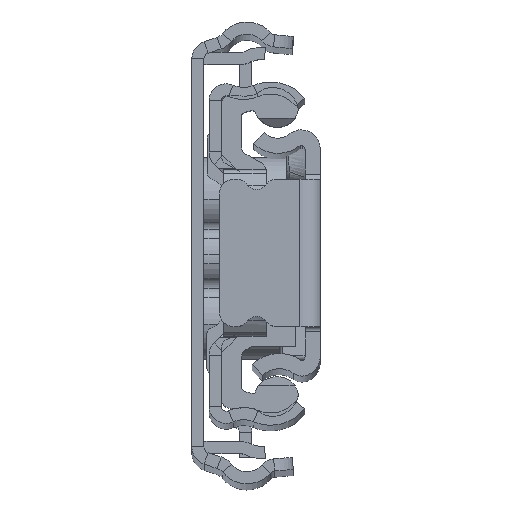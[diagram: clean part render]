
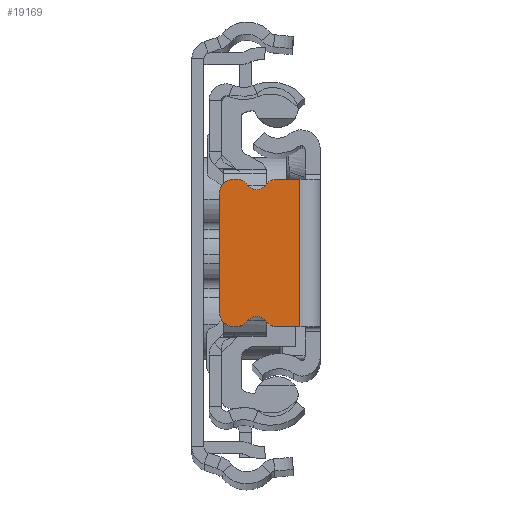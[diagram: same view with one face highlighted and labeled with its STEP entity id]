
A CAD part, top view. The second image highlights one B-rep face of the part: STEP entity #19169.
In plain terms, the highlighted planar face has unit normal (0, 0, 1).
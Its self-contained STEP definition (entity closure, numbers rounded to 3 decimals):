
#576 = EDGE_CURVE ( 'NONE', #24781, #11964, #1188, .T. ) ;
#612 = DIRECTION ( 'NONE',  ( 0., -1., 0. ) ) ;
#614 = DIRECTION ( 'NONE',  ( -1., 0., 0. ) ) ;
#705 = AXIS2_PLACEMENT_3D ( 'NONE', #4349, #7578, #17562 ) ;
#956 = AXIS2_PLACEMENT_3D ( 'NONE', #11189, #10824, #13235 ) ;
#1151 = ORIENTED_EDGE ( 'NONE', *, *, #2897, .T. ) ;
#1188 = CIRCLE ( 'NONE', #22851, 1.5 ) ;
#1283 = DIRECTION ( 'NONE',  ( -1., 0., 0. ) ) ;
#1418 = PLANE ( 'NONE',  #8667 ) ;
#1467 = DIRECTION ( 'NONE',  ( -1., 0., 0. ) ) ;
#1607 = CIRCLE ( 'NONE', #11410, 1.5 ) ;
#1613 = ORIENTED_EDGE ( 'NONE', *, *, #576, .T. ) ;
#1769 = CIRCLE ( 'NONE', #956, 1.5 ) ;
#1944 = CARTESIAN_POINT ( 'NONE',  ( -6.29, 7.37, 0. ) ) ;
#1968 = VERTEX_POINT ( 'NONE', #23584 ) ;
#2075 = DIRECTION ( 'NONE',  ( 0., 0., 1. ) ) ;
#2897 = EDGE_CURVE ( 'NONE', #15881, #24781, #20407, .T. ) ;
#2965 = DIRECTION ( 'NONE',  ( 0., 0., -1. ) ) ;
#3020 = DIRECTION ( 'NONE',  ( 0., 0., 1. ) ) ;
#3112 = DIRECTION ( 'NONE',  ( 0., 0., 1. ) ) ;
#3181 = ORIENTED_EDGE ( 'NONE', *, *, #4859, .F. ) ;
#3229 = CARTESIAN_POINT ( 'NONE',  ( 0., -7.3, 0. ) ) ;
#3327 = VECTOR ( 'NONE', #612, 1000. ) ;
#3385 = EDGE_CURVE ( 'NONE', #9863, #14930, #17702, .T. ) ;
#3411 = VERTEX_POINT ( 'NONE', #20999 ) ;
#3596 = DIRECTION ( 'NONE',  ( 0., 0., 1. ) ) ;
#3869 = DIRECTION ( 'NONE',  ( -1., 0., 0. ) ) ;
#4073 = CARTESIAN_POINT ( 'NONE',  ( -8.5, -7.3, 0. ) ) ;
#4212 = AXIS2_PLACEMENT_3D ( 'NONE', #4518, #3596, #23183 ) ;
#4349 = CARTESIAN_POINT ( 'NONE',  ( -6.29, -7.37, 0. ) ) ;
#4518 = CARTESIAN_POINT ( 'NONE',  ( -4.218, -5.8, 0. ) ) ;
#4859 = EDGE_CURVE ( 'NONE', #16302, #11964, #24771, .T. ) ;
#5262 = CARTESIAN_POINT ( 'NONE',  ( -8.362, -5.8, 0. ) ) ;
#5378 = CIRCLE ( 'NONE', #15207, 1.5 ) ;
#5396 = VERTEX_POINT ( 'NONE', #4073 ) ;
#5423 = CARTESIAN_POINT ( 'NONE',  ( -4.218, 5.8, 0. ) ) ;
#5466 = VECTOR ( 'NONE', #614, 1000. ) ;
#5550 = EDGE_CURVE ( 'NONE', #15881, #3411, #23912, .T. ) ;
#6208 = VERTEX_POINT ( 'NONE', #22282 ) ;
#6957 = VECTOR ( 'NONE', #9831, 1000. ) ;
#7030 = VERTEX_POINT ( 'NONE', #17849 ) ;
#7244 = ORIENTED_EDGE ( 'NONE', *, *, #12546, .T. ) ;
#7268 = EDGE_CURVE ( 'NONE', #5396, #6208, #9235, .T. ) ;
#7554 = EDGE_LOOP ( 'NONE', ( #15705, #17283, #19993, #24923, #21149, #12056, #15458, #7849, #7673, #17524, #1151, #1613, #3181, #7244 ) ) ;
#7578 = DIRECTION ( 'NONE',  ( 0., 0., 1. ) ) ;
#7673 = ORIENTED_EDGE ( 'NONE', *, *, #10805, .T. ) ;
#7849 = ORIENTED_EDGE ( 'NONE', *, *, #3385, .T. ) ;
#7855 = EDGE_CURVE ( 'NONE', #1968, #7030, #20065, .T. ) ;
#8667 = AXIS2_PLACEMENT_3D ( 'NONE', #9218, #2965, #1283 ) ;
#8671 = VECTOR ( 'NONE', #14545, 1000. ) ;
#8767 = VERTEX_POINT ( 'NONE', #9212 ) ;
#9212 = CARTESIAN_POINT ( 'NONE',  ( -7.167, -6.706, 0. ) ) ;
#9218 = CARTESIAN_POINT ( 'NONE',  ( 0., 0., 0. ) ) ;
#9235 = LINE ( 'NONE', #3229, #14213 ) ;
#9624 = CARTESIAN_POINT ( 'NONE',  ( -8.5, -5.8, 0. ) ) ;
#9648 = CARTESIAN_POINT ( 'NONE',  ( -4.218, -7.3, 0. ) ) ;
#9736 = DIRECTION ( 'NONE',  ( 1., 0., 0. ) ) ;
#9831 = DIRECTION ( 'NONE',  ( 1., 0., 0. ) ) ;
#9863 = VERTEX_POINT ( 'NONE', #19898 ) ;
#10424 = EDGE_CURVE ( 'NONE', #7030, #18677, #1607, .T. ) ;
#10578 = CARTESIAN_POINT ( 'NONE',  ( -10., 0., 0. ) ) ;
#10805 = EDGE_CURVE ( 'NONE', #14930, #3411, #11497, .T. ) ;
#10824 = DIRECTION ( 'NONE',  ( 0., 0., 1. ) ) ;
#10909 = DIRECTION ( 'NONE',  ( -1., 0., 0. ) ) ;
#11151 = DIRECTION ( 'NONE',  ( 1., 0., 0. ) ) ;
#11189 = CARTESIAN_POINT ( 'NONE',  ( -8.362, 5.8, 0. ) ) ;
#11410 = AXIS2_PLACEMENT_3D ( 'NONE', #19603, #2075, #13721 ) ;
#11497 = LINE ( 'NONE', #19310, #6957 ) ;
#11682 = CIRCLE ( 'NONE', #705, 1.1 ) ;
#11964 = VERTEX_POINT ( 'NONE', #21488 ) ;
#12056 = ORIENTED_EDGE ( 'NONE', *, *, #24021, .T. ) ;
#12546 = EDGE_CURVE ( 'NONE', #16302, #1968, #1769, .T. ) ;
#13235 = DIRECTION ( 'NONE',  ( -1., 0., 0. ) ) ;
#13473 = VERTEX_POINT ( 'NONE', #16610 ) ;
#13721 = DIRECTION ( 'NONE',  ( -1., 0., 0. ) ) ;
#13840 = DIRECTION ( 'NONE',  ( 0., 0., 1. ) ) ;
#14202 = LINE ( 'NONE', #10578, #3327 ) ;
#14213 = VECTOR ( 'NONE', #11151, 1000. ) ;
#14401 = CARTESIAN_POINT ( 'NONE',  ( -7.167, 6.706, 0. ) ) ;
#14545 = DIRECTION ( 'NONE',  ( -1., 0., 0. ) ) ;
#14930 = VERTEX_POINT ( 'NONE', #9648 ) ;
#15207 = AXIS2_PLACEMENT_3D ( 'NONE', #9624, #17445, #3869 ) ;
#15458 = ORIENTED_EDGE ( 'NONE', *, *, #17774, .F. ) ;
#15705 = ORIENTED_EDGE ( 'NONE', *, *, #7855, .T. ) ;
#15881 = VERTEX_POINT ( 'NONE', #18035 ) ;
#16302 = VERTEX_POINT ( 'NONE', #14401 ) ;
#16466 = AXIS2_PLACEMENT_3D ( 'NONE', #5262, #3112, #10909 ) ;
#16610 = CARTESIAN_POINT ( 'NONE',  ( -10., -5.8, 0. ) ) ;
#17146 = FACE_OUTER_BOUND ( 'NONE', #7554, .T. ) ;
#17283 = ORIENTED_EDGE ( 'NONE', *, *, #10424, .T. ) ;
#17445 = DIRECTION ( 'NONE',  ( 0., 0., 1. ) ) ;
#17524 = ORIENTED_EDGE ( 'NONE', *, *, #5550, .F. ) ;
#17562 = DIRECTION ( 'NONE',  ( -1., 0., 0. ) ) ;
#17702 = CIRCLE ( 'NONE', #4212, 1.5 ) ;
#17774 = EDGE_CURVE ( 'NONE', #9863, #8767, #11682, .T. ) ;
#17849 = CARTESIAN_POINT ( 'NONE',  ( -8.5, 7.3, 0. ) ) ;
#18023 = DIRECTION ( 'NONE',  ( 0., -1., 0. ) ) ;
#18035 = CARTESIAN_POINT ( 'NONE',  ( -2., 7.3, 0. ) ) ;
#18090 = CIRCLE ( 'NONE', #16466, 1.5 ) ;
#18156 = CARTESIAN_POINT ( 'NONE',  ( -2., -7.3, 0. ) ) ;
#18640 = CARTESIAN_POINT ( 'NONE',  ( -4.218, 7.3, 0. ) ) ;
#18677 = VERTEX_POINT ( 'NONE', #22060 ) ;
#18994 = EDGE_CURVE ( 'NONE', #13473, #5396, #5378, .T. ) ;
#19169 = ADVANCED_FACE ( 'NONE', ( #17146 ), #1418, .F. ) ;
#19310 = CARTESIAN_POINT ( 'NONE',  ( 0., -7.3, 0. ) ) ;
#19465 = AXIS2_PLACEMENT_3D ( 'NONE', #1944, #13840, #9736 ) ;
#19603 = CARTESIAN_POINT ( 'NONE',  ( -8.5, 5.8, 0. ) ) ;
#19898 = CARTESIAN_POINT ( 'NONE',  ( -5.413, -6.706, 0. ) ) ;
#19993 = ORIENTED_EDGE ( 'NONE', *, *, #23220, .T. ) ;
#20065 = LINE ( 'NONE', #23915, #5466 ) ;
#20407 = LINE ( 'NONE', #22457, #8671 ) ;
#20999 = CARTESIAN_POINT ( 'NONE',  ( -2., -7.3, 0. ) ) ;
#21149 = ORIENTED_EDGE ( 'NONE', *, *, #7268, .T. ) ;
#21488 = CARTESIAN_POINT ( 'NONE',  ( -5.413, 6.706, 0. ) ) ;
#22060 = CARTESIAN_POINT ( 'NONE',  ( -10., 5.8, 0. ) ) ;
#22282 = CARTESIAN_POINT ( 'NONE',  ( -8.362, -7.3, 0. ) ) ;
#22457 = CARTESIAN_POINT ( 'NONE',  ( 0., 7.3, 0. ) ) ;
#22851 = AXIS2_PLACEMENT_3D ( 'NONE', #5423, #3020, #1467 ) ;
#23183 = DIRECTION ( 'NONE',  ( -1., 0., 0. ) ) ;
#23220 = EDGE_CURVE ( 'NONE', #18677, #13473, #14202, .T. ) ;
#23584 = CARTESIAN_POINT ( 'NONE',  ( -8.362, 7.3, 0. ) ) ;
#23912 = LINE ( 'NONE', #18156, #23936 ) ;
#23915 = CARTESIAN_POINT ( 'NONE',  ( 0., 7.3, 0. ) ) ;
#23936 = VECTOR ( 'NONE', #18023, 1000. ) ;
#24021 = EDGE_CURVE ( 'NONE', #6208, #8767, #18090, .T. ) ;
#24771 = CIRCLE ( 'NONE', #19465, 1.1 ) ;
#24781 = VERTEX_POINT ( 'NONE', #18640 ) ;
#24923 = ORIENTED_EDGE ( 'NONE', *, *, #18994, .T. ) ;
